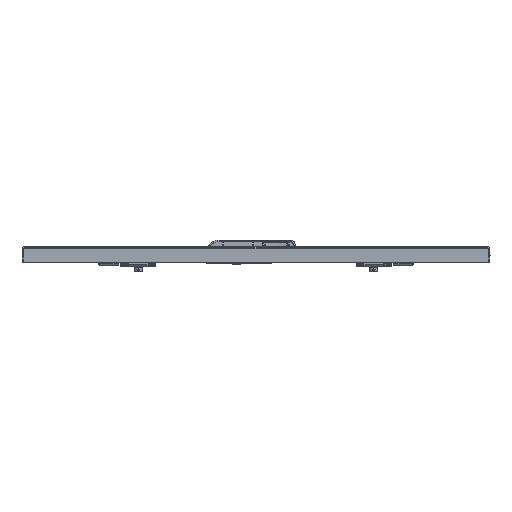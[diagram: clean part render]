
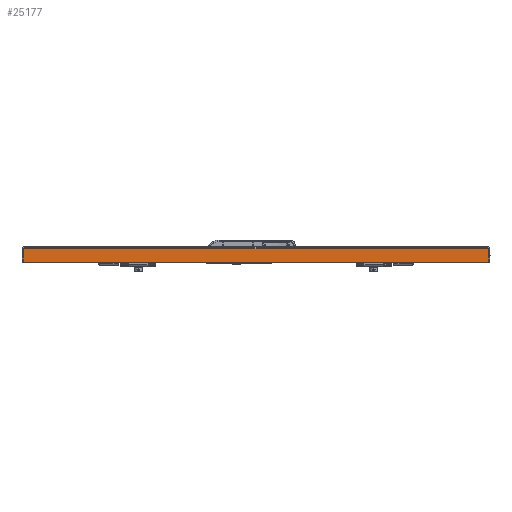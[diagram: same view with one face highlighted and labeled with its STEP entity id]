
A CAD part, left-side view. The second image highlights one B-rep face of the part: STEP entity #25177.
In plain terms, the highlighted planar face has unit normal (-1, 0, 0).
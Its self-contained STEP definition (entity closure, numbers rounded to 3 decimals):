
#227 = EDGE_CURVE ( 'NONE', #11048, #11053, #24170, .T. ) ;
#230 = EDGE_CURVE ( 'NONE', #11053, #11033, #24177, .T. ) ;
#234 = EDGE_CURVE ( 'NONE', #11052, #11048, #24183, .T. ) ;
#237 = EDGE_CURVE ( 'NONE', #11055, #11033, #24185, .T. ) ;
#238 = EDGE_CURVE ( 'NONE', #11052, #26549, #24193, .T. ) ;
#3653 = CARTESIAN_POINT ( 'NONE',  ( -397., 294.5, -3. ) ) ;
#7132 = CARTESIAN_POINT ( 'NONE',  ( -397., 0., 0. ) ) ;
#7139 = PLANE ( 'NONE',  #8159 ) ;
#7141 = DIRECTION ( 'NONE',  ( 1., 0., 0. ) ) ;
#7142 = DIRECTION ( 'NONE',  ( 0., 0., -1. ) ) ;
#7598 = FACE_OUTER_BOUND ( 'NONE', #25441, .T. ) ;
#8159 = AXIS2_PLACEMENT_3D ( 'NONE', #7132, #7141, #7142 ) ;
#10100 = LINE ( 'NONE', #34674, #10106 ) ;
#10106 = VECTOR ( 'NONE', #34675, 1000. ) ;
#11033 = VERTEX_POINT ( 'NONE', #16037 ) ;
#11048 = VERTEX_POINT ( 'NONE', #16047 ) ;
#11052 = VERTEX_POINT ( 'NONE', #16049 ) ;
#11053 = VERTEX_POINT ( 'NONE', #16050 ) ;
#11055 = VERTEX_POINT ( 'NONE', #16051 ) ;
#16037 = CARTESIAN_POINT ( 'NONE',  ( -397., -297.5, -3. ) ) ;
#16047 = CARTESIAN_POINT ( 'NONE',  ( -397., 297.5, -20. ) ) ;
#16049 = CARTESIAN_POINT ( 'NONE',  ( -397., 297.5, -3. ) ) ;
#16050 = CARTESIAN_POINT ( 'NONE',  ( -397., -297.5, -20. ) ) ;
#16051 = CARTESIAN_POINT ( 'NONE',  ( -397., -294.5, -3. ) ) ;
#23898 = CARTESIAN_POINT ( 'NONE',  ( -397., 0., -20. ) ) ;
#23904 = DIRECTION ( 'NONE',  ( 0., -1., 0. ) ) ;
#23908 = CARTESIAN_POINT ( 'NONE',  ( -397., 297.5, 0. ) ) ;
#23910 = CARTESIAN_POINT ( 'NONE',  ( -397., -297.5, 0. ) ) ;
#23911 = DIRECTION ( 'NONE',  ( 0., 0., 1. ) ) ;
#23915 = CARTESIAN_POINT ( 'NONE',  ( -397., -297.5, -3. ) ) ;
#23918 = DIRECTION ( 'NONE',  ( 0., 0., -1. ) ) ;
#23924 = DIRECTION ( 'NONE',  ( 0., -1., 0. ) ) ;
#23925 = CARTESIAN_POINT ( 'NONE',  ( -397., -297.5, -3. ) ) ;
#23926 = DIRECTION ( 'NONE',  ( 0., -1., 0. ) ) ;
#24170 = LINE ( 'NONE', #23898, #24174 ) ;
#24174 = VECTOR ( 'NONE', #23904, 1000. ) ;
#24177 = LINE ( 'NONE', #23910, #24180 ) ;
#24180 = VECTOR ( 'NONE', #23911, 1000. ) ;
#24183 = LINE ( 'NONE', #23908, #24188 ) ;
#24185 = LINE ( 'NONE', #23915, #24194 ) ;
#24188 = VECTOR ( 'NONE', #23918, 1000. ) ;
#24193 = LINE ( 'NONE', #23925, #24196 ) ;
#24194 = VECTOR ( 'NONE', #23924, 1000. ) ;
#24196 = VECTOR ( 'NONE', #23926, 1000. ) ;
#25177 = ADVANCED_FACE ( 'NONE', ( #7598 ), #7139, .F. ) ;
#25441 = EDGE_LOOP ( 'NONE', ( #36569, #36570, #36571, #36572, #36573, #36574 ) ) ;
#26549 = VERTEX_POINT ( 'NONE', #3653 ) ;
#34674 = CARTESIAN_POINT ( 'NONE',  ( -397., -297.5, -3. ) ) ;
#34675 = DIRECTION ( 'NONE',  ( 0., -1., 0. ) ) ;
#36569 = ORIENTED_EDGE ( 'NONE', *, *, #238, .F. ) ;
#36570 = ORIENTED_EDGE ( 'NONE', *, *, #234, .T. ) ;
#36571 = ORIENTED_EDGE ( 'NONE', *, *, #227, .T. ) ;
#36572 = ORIENTED_EDGE ( 'NONE', *, *, #230, .T. ) ;
#36573 = ORIENTED_EDGE ( 'NONE', *, *, #237, .F. ) ;
#36574 = ORIENTED_EDGE ( 'NONE', *, *, #39896, .F. ) ;
#39896 = EDGE_CURVE ( 'NONE', #26549, #11055, #10100, .T. ) ;
